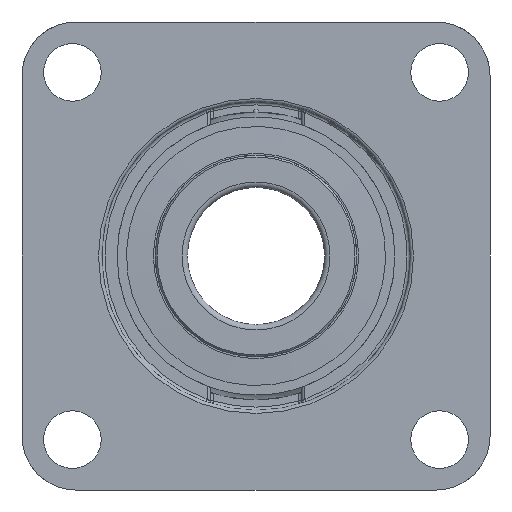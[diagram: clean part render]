
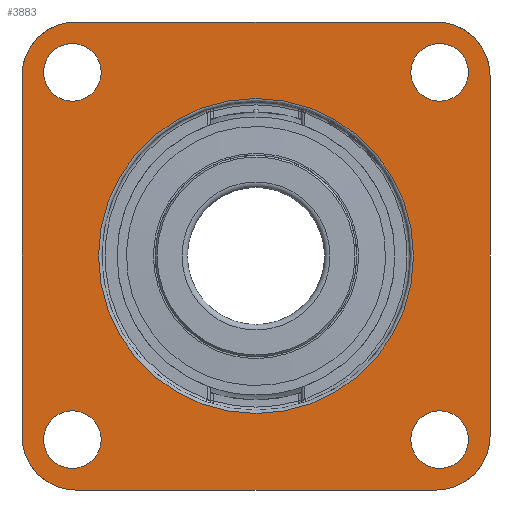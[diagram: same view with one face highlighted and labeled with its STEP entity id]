
A CAD part, left-side view. The second image highlights one B-rep face of the part: STEP entity #3883.
In plain terms, the highlighted face is planar.
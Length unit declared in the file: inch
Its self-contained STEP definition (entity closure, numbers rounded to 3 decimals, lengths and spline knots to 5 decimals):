
#3535=CARTESIAN_POINT('',(1.9685,-2.55906,0.));
#3536=VERTEX_POINT('',#3535);
#3543=CARTESIAN_POINT('',(2.55906,-1.9685,0.));
#3544=VERTEX_POINT('',#3543);
#3545=CARTESIAN_POINT('',(1.9685,-1.9685,0.));
#3546=DIRECTION('',(0.,0.,1.));
#3547=DIRECTION('',(1.,0.,-0.));
#3548=AXIS2_PLACEMENT_3D('',#3545,#3546,#3547);
#3549=CIRCLE('',#3548,0.59055);
#3550=EDGE_CURVE('',#3536,#3544,#3549,.T.);
#3567=CARTESIAN_POINT('',(0.,1.7225,0.));
#3568=VERTEX_POINT('',#3567);
#3595=CARTESIAN_POINT('',(0.,0.,0.));
#3596=DIRECTION('',(-0.,0.,-1.));
#3597=DIRECTION('',(-0.,-1.,0.));
#3598=AXIS2_PLACEMENT_3D('',#3595,#3596,#3597);
#3599=CIRCLE('',#3598,1.7225);
#3600=EDGE_CURVE('',#3568,#3568,#3599,.T.);
#3771=CARTESIAN_POINT('',(0.,0.,0.));
#3772=DIRECTION('',(0.,0.,1.));
#3773=DIRECTION('',(1.,0.,0.));
#3774=AXIS2_PLACEMENT_3D('',#3771,#3772,#3773);
#3775=PLANE('',#3774);
#3776=CARTESIAN_POINT('',(2.55906,1.9685,0.));
#3777=VERTEX_POINT('',#3776);
#3778=CARTESIAN_POINT('',(2.55906,1.9685,0.));
#3779=DIRECTION('',(0.,-1.,0.));
#3780=VECTOR('',#3779,1.55);
#3781=LINE('',#3778,#3780);
#3782=EDGE_CURVE('',#3777,#3544,#3781,.T.);
#3783=ORIENTED_EDGE('',*,*,#3782,.T.);
#3784=ORIENTED_EDGE('',*,*,#3550,.F.);
#3785=CARTESIAN_POINT('',(-1.9685,-2.55906,0.));
#3786=VERTEX_POINT('',#3785);
#3787=CARTESIAN_POINT('',(1.9685,-2.55906,0.));
#3788=DIRECTION('',(-1.,0.,0.));
#3789=VECTOR('',#3788,1.55);
#3790=LINE('',#3787,#3789);
#3791=EDGE_CURVE('',#3536,#3786,#3790,.T.);
#3792=ORIENTED_EDGE('',*,*,#3791,.T.);
#3793=CARTESIAN_POINT('',(-2.55906,-1.9685,0.));
#3794=VERTEX_POINT('',#3793);
#3795=CARTESIAN_POINT('',(-1.9685,-1.9685,0.));
#3796=DIRECTION('',(0.,0.,1.));
#3797=DIRECTION('',(1.,0.,-0.));
#3798=AXIS2_PLACEMENT_3D('',#3795,#3796,#3797);
#3799=CIRCLE('',#3798,0.59055);
#3800=EDGE_CURVE('',#3794,#3786,#3799,.T.);
#3801=ORIENTED_EDGE('',*,*,#3800,.F.);
#3802=CARTESIAN_POINT('',(-2.55906,1.9685,0.));
#3803=VERTEX_POINT('',#3802);
#3804=CARTESIAN_POINT('',(-2.55906,-1.9685,0.));
#3805=DIRECTION('',(0.,1.,0.));
#3806=VECTOR('',#3805,1.55);
#3807=LINE('',#3804,#3806);
#3808=EDGE_CURVE('',#3794,#3803,#3807,.T.);
#3809=ORIENTED_EDGE('',*,*,#3808,.T.);
#3810=CARTESIAN_POINT('',(-1.9685,2.55906,0.));
#3811=VERTEX_POINT('',#3810);
#3812=CARTESIAN_POINT('',(-1.9685,1.9685,0.));
#3813=DIRECTION('',(0.,0.,1.));
#3814=DIRECTION('',(1.,0.,-0.));
#3815=AXIS2_PLACEMENT_3D('',#3812,#3813,#3814);
#3816=CIRCLE('',#3815,0.59055);
#3817=EDGE_CURVE('',#3811,#3803,#3816,.T.);
#3818=ORIENTED_EDGE('',*,*,#3817,.F.);
#3819=CARTESIAN_POINT('',(1.9685,2.55906,0.));
#3820=VERTEX_POINT('',#3819);
#3821=CARTESIAN_POINT('',(-1.9685,2.55906,0.));
#3822=DIRECTION('',(1.,0.,-0.));
#3823=VECTOR('',#3822,1.55);
#3824=LINE('',#3821,#3823);
#3825=EDGE_CURVE('',#3811,#3820,#3824,.T.);
#3826=ORIENTED_EDGE('',*,*,#3825,.T.);
#3827=CARTESIAN_POINT('',(1.9685,1.9685,0.));
#3828=DIRECTION('',(0.,0.,1.));
#3829=DIRECTION('',(1.,0.,-0.));
#3830=AXIS2_PLACEMENT_3D('',#3827,#3828,#3829);
#3831=CIRCLE('',#3830,0.59055);
#3832=EDGE_CURVE('',#3777,#3820,#3831,.T.);
#3833=ORIENTED_EDGE('',*,*,#3832,.F.);
#3834=EDGE_LOOP('',(#3783,#3784,#3792,#3801,#3809,#3818,#3826,#3833));
#3835=FACE_BOUND('',#3834,.T.);
#3836=CARTESIAN_POINT('',(-2.32283,2.00787,0.));
#3837=VERTEX_POINT('',#3836);
#3838=CARTESIAN_POINT('',(-2.00787,2.00787,0.));
#3839=DIRECTION('',(0.,0.,1.));
#3840=DIRECTION('',(1.,0.,-0.));
#3841=AXIS2_PLACEMENT_3D('',#3838,#3839,#3840);
#3842=CIRCLE('',#3841,0.31496);
#3843=EDGE_CURVE('',#3837,#3837,#3842,.T.);
#3844=ORIENTED_EDGE('',*,*,#3843,.T.);
#3845=EDGE_LOOP('',(#3844));
#3846=FACE_BOUND('',#3845,.T.);
#3847=CARTESIAN_POINT('',(-2.00787,-2.32283,0.));
#3848=VERTEX_POINT('',#3847);
#3849=CARTESIAN_POINT('',(-2.00787,-2.00787,0.));
#3850=DIRECTION('',(0.,0.,1.));
#3851=DIRECTION('',(-0.,1.,0.));
#3852=AXIS2_PLACEMENT_3D('',#3849,#3850,#3851);
#3853=CIRCLE('',#3852,0.31496);
#3854=EDGE_CURVE('',#3848,#3848,#3853,.T.);
#3855=ORIENTED_EDGE('',*,*,#3854,.T.);
#3856=EDGE_LOOP('',(#3855));
#3857=FACE_BOUND('',#3856,.T.);
#3858=CARTESIAN_POINT('',(2.32283,-2.00787,0.));
#3859=VERTEX_POINT('',#3858);
#3860=CARTESIAN_POINT('',(2.00787,-2.00787,0.));
#3861=DIRECTION('',(0.,0.,1.));
#3862=DIRECTION('',(-1.,-0.,0.));
#3863=AXIS2_PLACEMENT_3D('',#3860,#3861,#3862);
#3864=CIRCLE('',#3863,0.31496);
#3865=EDGE_CURVE('',#3859,#3859,#3864,.T.);
#3866=ORIENTED_EDGE('',*,*,#3865,.T.);
#3867=EDGE_LOOP('',(#3866));
#3868=FACE_BOUND('',#3867,.T.);
#3869=CARTESIAN_POINT('',(2.00787,2.32283,0.));
#3870=VERTEX_POINT('',#3869);
#3871=CARTESIAN_POINT('',(2.00787,2.00787,0.));
#3872=DIRECTION('',(0.,0.,1.));
#3873=DIRECTION('',(0.,-1.,0.));
#3874=AXIS2_PLACEMENT_3D('',#3871,#3872,#3873);
#3875=CIRCLE('',#3874,0.31496);
#3876=EDGE_CURVE('',#3870,#3870,#3875,.T.);
#3877=ORIENTED_EDGE('',*,*,#3876,.T.);
#3878=EDGE_LOOP('',(#3877));
#3879=FACE_BOUND('',#3878,.T.);
#3880=ORIENTED_EDGE('',*,*,#3600,.F.);
#3881=EDGE_LOOP('',(#3880));
#3882=FACE_BOUND('',#3881,.T.);
#3883=ADVANCED_FACE('',(#3835,#3846,#3857,#3868,#3879,#3882),#3775,.F.);
